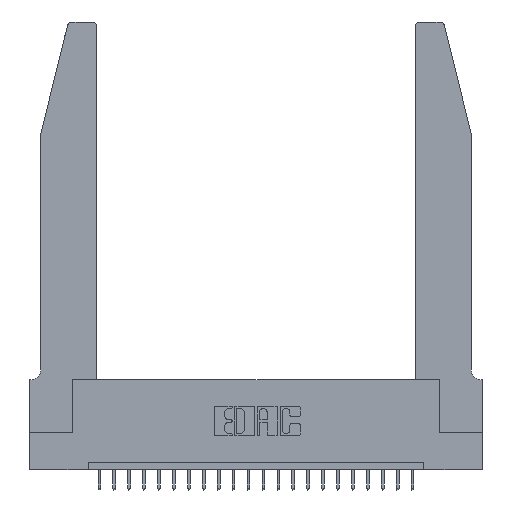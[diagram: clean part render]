
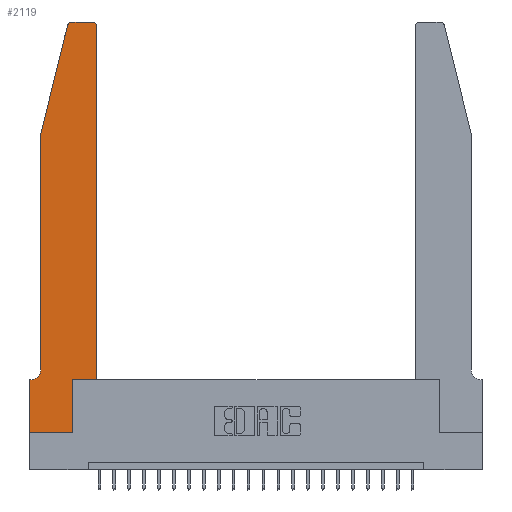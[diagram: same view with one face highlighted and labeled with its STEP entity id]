
A CAD part, top view. The second image highlights one B-rep face of the part: STEP entity #2119.
In plain terms, the highlighted planar face has unit normal (0, 0, 1).
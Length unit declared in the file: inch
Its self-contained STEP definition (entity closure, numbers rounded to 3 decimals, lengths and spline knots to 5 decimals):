
#414 = DIRECTION ( 'NONE',  ( 1., 0., 0. ) ) ;
#508 = VECTOR ( 'NONE', #23364, 39.37008 ) ;
#732 = LINE ( 'NONE', #17270, #16801 ) ;
#956 = EDGE_CURVE ( 'NONE', #21358, #3270, #14186, .T. ) ;
#1107 = EDGE_CURVE ( 'NONE', #13339, #22080, #20444, .T. ) ;
#1234 = CARTESIAN_POINT ( 'NONE',  ( 0.0055, 0.35, 0.37 ) ) ;
#1531 = CARTESIAN_POINT ( 'NONE',  ( 0., 0., 0.37 ) ) ;
#1613 = EDGE_CURVE ( 'NONE', #3270, #22084, #13707, .T. ) ;
#1833 = CARTESIAN_POINT ( 'NONE',  ( 0.284, 2.75, 0.37 ) ) ;
#1944 = ORIENTED_EDGE ( 'NONE', *, *, #19356, .T. ) ;
#2002 = CARTESIAN_POINT ( 'NONE',  ( 0.0755, 2., 0.37 ) ) ;
#2119 = ADVANCED_FACE ( 'NONE', ( #8329 ), #15721, .T. ) ;
#2435 = DIRECTION ( 'NONE',  ( 0., 0., 1. ) ) ;
#2995 = EDGE_CURVE ( 'NONE', #20747, #22843, #18169, .T. ) ;
#3120 = CARTESIAN_POINT ( 'NONE',  ( 0., 0.35, 0.37 ) ) ;
#3270 = VERTEX_POINT ( 'NONE', #9792 ) ;
#3757 = VERTEX_POINT ( 'NONE', #3120 ) ;
#3825 = EDGE_CURVE ( 'NONE', #12084, #15891, #17885, .T. ) ;
#3849 = CARTESIAN_POINT ( 'NONE',  ( 0.2865, 0.35, 0.37 ) ) ;
#4095 = DIRECTION ( 'NONE',  ( 1., 0., 0. ) ) ;
#4485 = CIRCLE ( 'NONE', #9563, 0.03 ) ;
#4587 = VERTEX_POINT ( 'NONE', #8478 ) ;
#4692 = EDGE_CURVE ( 'NONE', #15891, #4587, #4485, .T. ) ;
#5082 = CARTESIAN_POINT ( 'NONE',  ( 0.2605, 2.75, 0.37 ) ) ;
#5110 = DIRECTION ( 'NONE',  ( 0., 1., 0. ) ) ;
#5140 = VECTOR ( 'NONE', #18739, 39.37008 ) ;
#5670 = DIRECTION ( 'NONE',  ( 0., 0., 1. ) ) ;
#6280 = CARTESIAN_POINT ( 'NONE',  ( 0.0755, 2., 0.37 ) ) ;
#6401 = VECTOR ( 'NONE', #12762, 39.37008 ) ;
#6508 = LINE ( 'NONE', #8395, #15804 ) ;
#7072 = EDGE_LOOP ( 'NONE', ( #22088, #19832, #17503, #17616, #13214, #9978, #9225, #1944, #11019, #16260, #15262, #14814 ) ) ;
#7134 = EDGE_CURVE ( 'NONE', #22084, #3757, #10809, .T. ) ;
#7425 = AXIS2_PLACEMENT_3D ( 'NONE', #9537, #17066, #414 ) ;
#8321 = AXIS2_PLACEMENT_3D ( 'NONE', #23181, #2435, #11733 ) ;
#8329 = FACE_OUTER_BOUND ( 'NONE', #7072, .T. ) ;
#8395 = CARTESIAN_POINT ( 'NONE',  ( 0., 0., 0.37 ) ) ;
#8478 = CARTESIAN_POINT ( 'NONE',  ( 0.25487, 2.72718, 0.37 ) ) ;
#9225 = ORIENTED_EDGE ( 'NONE', *, *, #21069, .T. ) ;
#9537 = CARTESIAN_POINT ( 'NONE',  ( 0.4205, 2.72, 0.37 ) ) ;
#9563 = AXIS2_PLACEMENT_3D ( 'NONE', #22385, #5670, #4095 ) ;
#9792 = CARTESIAN_POINT ( 'NONE',  ( 0.0755, 0.42, 0.37 ) ) ;
#9828 = DIRECTION ( 'NONE',  ( 0., -1., 0. ) ) ;
#9978 = ORIENTED_EDGE ( 'NONE', *, *, #7134, .T. ) ;
#10173 = VECTOR ( 'NONE', #20937, 39.37008 ) ;
#10809 = LINE ( 'NONE', #12630, #20945 ) ;
#10934 = CIRCLE ( 'NONE', #7425, 0.03 ) ;
#11019 = ORIENTED_EDGE ( 'NONE', *, *, #1107, .T. ) ;
#11206 = DIRECTION ( 'NONE',  ( 0., 0., -1. ) ) ;
#11733 = DIRECTION ( 'NONE',  ( 1., 0., 0. ) ) ;
#12084 = VERTEX_POINT ( 'NONE', #21924 ) ;
#12278 = DIRECTION ( 'NONE',  ( -0.239, -0.971, 0. ) ) ;
#12630 = CARTESIAN_POINT ( 'NONE',  ( 0.0755, 0.35, 0.37 ) ) ;
#12762 = DIRECTION ( 'NONE',  ( -1., 0., 0. ) ) ;
#12779 = CARTESIAN_POINT ( 'NONE',  ( 0.0055, 0.42, 0.37 ) ) ;
#12880 = EDGE_CURVE ( 'NONE', #22843, #12084, #10934, .T. ) ;
#13117 = EDGE_CURVE ( 'NONE', #22080, #20747, #13474, .T. ) ;
#13214 = ORIENTED_EDGE ( 'NONE', *, *, #1613, .T. ) ;
#13235 = CARTESIAN_POINT ( 'NONE',  ( 0.4505, 0.35, 0.37 ) ) ;
#13339 = VERTEX_POINT ( 'NONE', #20421 ) ;
#13431 = VECTOR ( 'NONE', #17811, 39.37008 ) ;
#13474 = LINE ( 'NONE', #13235, #10173 ) ;
#13707 = CIRCLE ( 'NONE', #20372, 0.07 ) ;
#13755 = EDGE_CURVE ( 'NONE', #4587, #21358, #732, .T. ) ;
#14186 = LINE ( 'NONE', #6280, #508 ) ;
#14359 = CARTESIAN_POINT ( 'NONE',  ( 0.4505, 0.35, 0.37 ) ) ;
#14797 = DIRECTION ( 'NONE',  ( -1., 0., 0. ) ) ;
#14814 = ORIENTED_EDGE ( 'NONE', *, *, #12880, .T. ) ;
#15262 = ORIENTED_EDGE ( 'NONE', *, *, #2995, .T. ) ;
#15718 = CARTESIAN_POINT ( 'NONE',  ( 0.4505, 0.35, 0.37 ) ) ;
#15721 = PLANE ( 'NONE',  #8321 ) ;
#15804 = VECTOR ( 'NONE', #9828, 39.37008 ) ;
#15891 = VERTEX_POINT ( 'NONE', #1833 ) ;
#16078 = CARTESIAN_POINT ( 'NONE',  ( 0.2865, 0.35, 0.37 ) ) ;
#16217 = CARTESIAN_POINT ( 'NONE',  ( 0., 0., 0.37 ) ) ;
#16260 = ORIENTED_EDGE ( 'NONE', *, *, #13117, .T. ) ;
#16801 = VECTOR ( 'NONE', #12278, 39.37008 ) ;
#17066 = DIRECTION ( 'NONE',  ( 0., 0., 1. ) ) ;
#17270 = CARTESIAN_POINT ( 'NONE',  ( 0.0755, 2., 0.37 ) ) ;
#17275 = VECTOR ( 'NONE', #5110, 39.37008 ) ;
#17503 = ORIENTED_EDGE ( 'NONE', *, *, #13755, .T. ) ;
#17616 = ORIENTED_EDGE ( 'NONE', *, *, #956, .T. ) ;
#17811 = DIRECTION ( 'NONE',  ( 1., 0., 0. ) ) ;
#17885 = LINE ( 'NONE', #5082, #6401 ) ;
#18169 = LINE ( 'NONE', #14359, #17275 ) ;
#18739 = DIRECTION ( 'NONE',  ( 0., 1., 0. ) ) ;
#19356 = EDGE_CURVE ( 'NONE', #21229, #13339, #23801, .T. ) ;
#19832 = ORIENTED_EDGE ( 'NONE', *, *, #4692, .T. ) ;
#20372 = AXIS2_PLACEMENT_3D ( 'NONE', #12779, #11206, #22411 ) ;
#20421 = CARTESIAN_POINT ( 'NONE',  ( 0.2865, 0., 0.37 ) ) ;
#20444 = LINE ( 'NONE', #3849, #5140 ) ;
#20747 = VERTEX_POINT ( 'NONE', #15718 ) ;
#20937 = DIRECTION ( 'NONE',  ( 1., 0., 0. ) ) ;
#20945 = VECTOR ( 'NONE', #14797, 39.37008 ) ;
#21069 = EDGE_CURVE ( 'NONE', #3757, #21229, #6508, .T. ) ;
#21229 = VERTEX_POINT ( 'NONE', #1531 ) ;
#21358 = VERTEX_POINT ( 'NONE', #2002 ) ;
#21409 = CARTESIAN_POINT ( 'NONE',  ( 0.4505, 2.72, 0.37 ) ) ;
#21924 = CARTESIAN_POINT ( 'NONE',  ( 0.4205, 2.75, 0.37 ) ) ;
#22080 = VERTEX_POINT ( 'NONE', #16078 ) ;
#22084 = VERTEX_POINT ( 'NONE', #1234 ) ;
#22088 = ORIENTED_EDGE ( 'NONE', *, *, #3825, .T. ) ;
#22385 = CARTESIAN_POINT ( 'NONE',  ( 0.284, 2.72, 0.37 ) ) ;
#22411 = DIRECTION ( 'NONE',  ( -1., 0., 0. ) ) ;
#22843 = VERTEX_POINT ( 'NONE', #21409 ) ;
#23181 = CARTESIAN_POINT ( 'NONE',  ( 0., 0.35, 0.37 ) ) ;
#23364 = DIRECTION ( 'NONE',  ( 0., -1., 0. ) ) ;
#23801 = LINE ( 'NONE', #16217, #13431 ) ;
